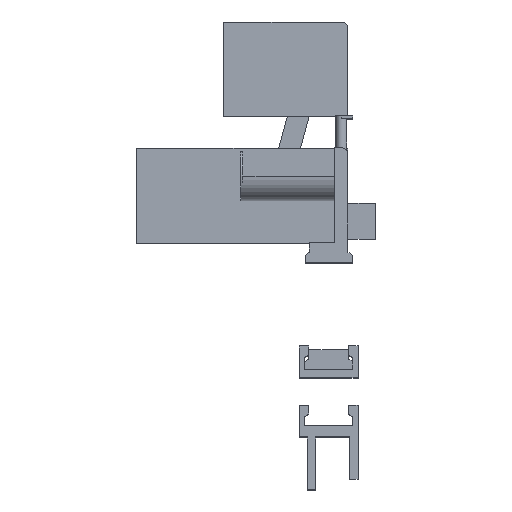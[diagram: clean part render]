
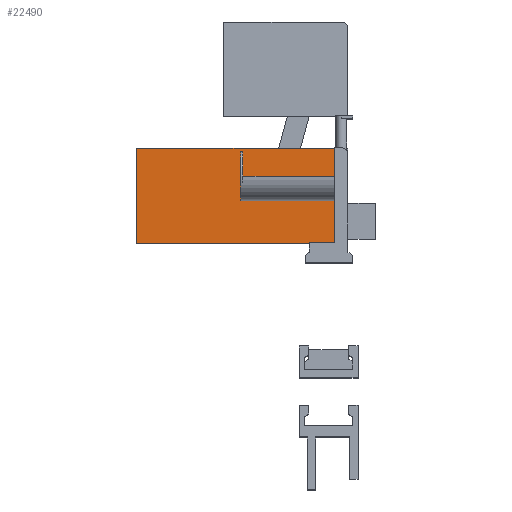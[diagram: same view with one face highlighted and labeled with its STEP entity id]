
A CAD part, top view. The second image highlights one B-rep face of the part: STEP entity #22490.
In plain terms, the highlighted planar face has unit normal (0, 0, 1).
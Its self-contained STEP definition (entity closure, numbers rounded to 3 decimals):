
#20130 = CYLINDRICAL_SURFACE('',#20131,3.125);
#20131 = AXIS2_PLACEMENT_3D('',#20132,#20133,#20134);
#20132 = CARTESIAN_POINT('',(20.075,57.175,150.5));
#20133 = DIRECTION('',(0.,0.,-1.));
#20134 = DIRECTION('',(0.707,0.707,0.));
#20625 = PLANE('',#20626);
#20626 = AXIS2_PLACEMENT_3D('',#20627,#20628,#20629);
#20627 = CARTESIAN_POINT('',(23.2,15.3,161.75));
#20628 = DIRECTION('',(1.,0.,0.));
#20629 = DIRECTION('',(0.,0.,-1.));
#20806 = VERTEX_POINT('',#20807);
#20807 = CARTESIAN_POINT('',(-77.15,15.3,161.75));
#20816 = PLANE('',#20817);
#20817 = AXIS2_PLACEMENT_3D('',#20818,#20819,#20820);
#20818 = CARTESIAN_POINT('',(-77.15,15.3,116.75));
#20819 = DIRECTION('',(-1.,0.,0.));
#20820 = DIRECTION('',(0.,0.,1.));
#20828 = PLANE('',#20829);
#20829 = AXIS2_PLACEMENT_3D('',#20830,#20831,#20832);
#20830 = CARTESIAN_POINT('',(20.025,15.3,139.25));
#20831 = DIRECTION('',(0.,1.,0.));
#20832 = DIRECTION('',(-1.,0.,0.));
#20840 = EDGE_CURVE('',#20806,#20841,#20843,.T.);
#20841 = VERTEX_POINT('',#20842);
#20842 = CARTESIAN_POINT('',(-77.15,60.3,161.75));
#20843 = SURFACE_CURVE('',#20844,(#20848,#20855),.PCURVE_S1.);
#20844 = LINE('',#20845,#20846);
#20845 = CARTESIAN_POINT('',(-77.15,15.3,161.75));
#20846 = VECTOR('',#20847,1.);
#20847 = DIRECTION('',(0.,1.,0.));
#20848 = PCURVE('',#20816,#20849);
#20849 = DEFINITIONAL_REPRESENTATION('',(#20850),#20854);
#20850 = LINE('',#20851,#20852);
#20851 = CARTESIAN_POINT('',(45.,0.));
#20852 = VECTOR('',#20853,1.);
#20853 = DIRECTION('',(0.,1.));
#20854 = ( GEOMETRIC_REPRESENTATION_CONTEXT(2) 
PARAMETRIC_REPRESENTATION_CONTEXT() REPRESENTATION_CONTEXT('2D SPACE',''
  ) );
#20855 = PCURVE('',#20856,#20861);
#20856 = PLANE('',#20857);
#20857 = AXIS2_PLACEMENT_3D('',#20858,#20859,#20860);
#20858 = CARTESIAN_POINT('',(16.85,15.3,161.75));
#20859 = DIRECTION('',(0.,0.,1.));
#20860 = DIRECTION('',(1.,0.,-0.));
#20861 = DEFINITIONAL_REPRESENTATION('',(#20862),#20866);
#20862 = LINE('',#20863,#20864);
#20863 = CARTESIAN_POINT('',(-94.,0.));
#20864 = VECTOR('',#20865,1.);
#20865 = DIRECTION('',(0.,1.));
#20866 = ( GEOMETRIC_REPRESENTATION_CONTEXT(2) 
PARAMETRIC_REPRESENTATION_CONTEXT() REPRESENTATION_CONTEXT('2D SPACE',''
  ) );
#20884 = PLANE('',#20885);
#20885 = AXIS2_PLACEMENT_3D('',#20886,#20887,#20888);
#20886 = CARTESIAN_POINT('',(20.025,60.3,139.25));
#20887 = DIRECTION('',(0.,1.,0.));
#20888 = DIRECTION('',(0.,-0.,1.));
#21359 = VERTEX_POINT('',#21360);
#21360 = CARTESIAN_POINT('',(20.075,60.3,161.75));
#21403 = EDGE_CURVE('',#21359,#21404,#21406,.T.);
#21404 = VERTEX_POINT('',#21405);
#21405 = CARTESIAN_POINT('',(23.2,57.175,161.75));
#21406 = SURFACE_CURVE('',#21407,(#21412,#21441),.PCURVE_S1.);
#21407 = CIRCLE('',#21408,3.125);
#21408 = AXIS2_PLACEMENT_3D('',#21409,#21410,#21411);
#21409 = CARTESIAN_POINT('',(20.075,57.175,161.75));
#21410 = DIRECTION('',(0.,0.,-1.));
#21411 = DIRECTION('',(0.707,0.707,0.));
#21412 = PCURVE('',#20130,#21413);
#21413 = DEFINITIONAL_REPRESENTATION('',(#21414),#21440);
#21414 = B_SPLINE_CURVE_WITH_KNOTS('',3,(#21415,#21416,#21417,#21418,
    #21419,#21420,#21421,#21422,#21423,#21424,#21425,#21426,#21427,
    #21428,#21429,#21430,#21431,#21432,#21433,#21434,#21435,#21436,
    #21437,#21438,#21439),.UNSPECIFIED.,.F.,.F.,(4,1,1,1,1,1,1,1,1,1,1,1
    ,1,1,1,1,1,1,1,1,1,1,4),(5.498,5.569,
    5.641,5.712,5.783,5.855,
    5.926,5.998,6.069,6.14,
    6.212,6.283,6.355,6.426,
    6.497,6.569,6.64,6.712,
    6.783,6.854,6.926,6.997,
    7.069),.UNSPECIFIED.);
#21415 = CARTESIAN_POINT('',(-0.785,-11.25));
#21416 = CARTESIAN_POINT('',(-0.762,-11.25));
#21417 = CARTESIAN_POINT('',(-0.714,-11.25));
#21418 = CARTESIAN_POINT('',(-0.643,-11.25));
#21419 = CARTESIAN_POINT('',(-0.571,-11.25));
#21420 = CARTESIAN_POINT('',(-0.5,-11.25));
#21421 = CARTESIAN_POINT('',(-0.428,-11.25));
#21422 = CARTESIAN_POINT('',(-0.357,-11.25));
#21423 = CARTESIAN_POINT('',(-0.286,-11.25));
#21424 = CARTESIAN_POINT('',(-0.214,-11.25));
#21425 = CARTESIAN_POINT('',(-0.143,-11.25));
#21426 = CARTESIAN_POINT('',(-0.071,-11.25));
#21427 = CARTESIAN_POINT('',(0.,-11.25));
#21428 = CARTESIAN_POINT('',(0.071,-11.25));
#21429 = CARTESIAN_POINT('',(0.143,-11.25));
#21430 = CARTESIAN_POINT('',(0.214,-11.25));
#21431 = CARTESIAN_POINT('',(0.286,-11.25));
#21432 = CARTESIAN_POINT('',(0.357,-11.25));
#21433 = CARTESIAN_POINT('',(0.428,-11.25));
#21434 = CARTESIAN_POINT('',(0.5,-11.25));
#21435 = CARTESIAN_POINT('',(0.571,-11.25));
#21436 = CARTESIAN_POINT('',(0.643,-11.25));
#21437 = CARTESIAN_POINT('',(0.714,-11.25));
#21438 = CARTESIAN_POINT('',(0.762,-11.25));
#21439 = CARTESIAN_POINT('',(0.785,-11.25));
#21440 = ( GEOMETRIC_REPRESENTATION_CONTEXT(2) 
PARAMETRIC_REPRESENTATION_CONTEXT() REPRESENTATION_CONTEXT('2D SPACE',''
  ) );
#21441 = PCURVE('',#20856,#21442);
#21442 = DEFINITIONAL_REPRESENTATION('',(#21443),#21451);
#21443 = ( BOUNDED_CURVE() B_SPLINE_CURVE(2,(#21444,#21445,#21446,#21447
    ,#21448,#21449,#21450),.UNSPECIFIED.,.F.,.F.) 
B_SPLINE_CURVE_WITH_KNOTS((1,2,2,2,2,1),(-2.094,0.,
    2.094,4.189,6.283,8.378),
.UNSPECIFIED.) CURVE() GEOMETRIC_REPRESENTATION_ITEM() 
RATIONAL_B_SPLINE_CURVE((1.,0.5,1.,0.5,1.,0.5,1.)) REPRESENTATION_ITEM(
  '') );
#21444 = CARTESIAN_POINT('',(5.435,44.085));
#21445 = CARTESIAN_POINT('',(9.262,40.257));
#21446 = CARTESIAN_POINT('',(4.034,38.856));
#21447 = CARTESIAN_POINT('',(-1.194,37.456));
#21448 = CARTESIAN_POINT('',(0.206,42.684));
#21449 = CARTESIAN_POINT('',(1.607,47.912));
#21450 = CARTESIAN_POINT('',(5.435,44.085));
#21451 = ( GEOMETRIC_REPRESENTATION_CONTEXT(2) 
PARAMETRIC_REPRESENTATION_CONTEXT() REPRESENTATION_CONTEXT('2D SPACE',''
  ) );
#22335 = EDGE_CURVE('',#22336,#21404,#22338,.T.);
#22336 = VERTEX_POINT('',#22337);
#22337 = CARTESIAN_POINT('',(23.2,15.3,161.75));
#22338 = SURFACE_CURVE('',#22339,(#22343,#22350),.PCURVE_S1.);
#22339 = LINE('',#22340,#22341);
#22340 = CARTESIAN_POINT('',(23.2,15.3,161.75));
#22341 = VECTOR('',#22342,1.);
#22342 = DIRECTION('',(0.,1.,0.));
#22343 = PCURVE('',#20625,#22344);
#22344 = DEFINITIONAL_REPRESENTATION('',(#22345),#22349);
#22345 = LINE('',#22346,#22347);
#22346 = CARTESIAN_POINT('',(0.,0.));
#22347 = VECTOR('',#22348,1.);
#22348 = DIRECTION('',(0.,1.));
#22349 = ( GEOMETRIC_REPRESENTATION_CONTEXT(2) 
PARAMETRIC_REPRESENTATION_CONTEXT() REPRESENTATION_CONTEXT('2D SPACE',''
  ) );
#22350 = PCURVE('',#20856,#22351);
#22351 = DEFINITIONAL_REPRESENTATION('',(#22352),#22356);
#22352 = LINE('',#22353,#22354);
#22353 = CARTESIAN_POINT('',(6.35,0.));
#22354 = VECTOR('',#22355,1.);
#22355 = DIRECTION('',(0.,1.));
#22356 = ( GEOMETRIC_REPRESENTATION_CONTEXT(2) 
PARAMETRIC_REPRESENTATION_CONTEXT() REPRESENTATION_CONTEXT('2D SPACE',''
  ) );
#22490 = ADVANCED_FACE('',(#22491),#20856,.T.);
#22491 = FACE_BOUND('',#22492,.T.);
#22492 = EDGE_LOOP('',(#22493,#22494,#22515,#22516,#22537));
#22493 = ORIENTED_EDGE('',*,*,#21403,.F.);
#22494 = ORIENTED_EDGE('',*,*,#22495,.F.);
#22495 = EDGE_CURVE('',#20841,#21359,#22496,.T.);
#22496 = SURFACE_CURVE('',#22497,(#22501,#22508),.PCURVE_S1.);
#22497 = LINE('',#22498,#22499);
#22498 = CARTESIAN_POINT('',(16.85,60.3,161.75));
#22499 = VECTOR('',#22500,1.);
#22500 = DIRECTION('',(1.,0.,0.));
#22501 = PCURVE('',#20856,#22502);
#22502 = DEFINITIONAL_REPRESENTATION('',(#22503),#22507);
#22503 = LINE('',#22504,#22505);
#22504 = CARTESIAN_POINT('',(0.,45.));
#22505 = VECTOR('',#22506,1.);
#22506 = DIRECTION('',(1.,0.));
#22507 = ( GEOMETRIC_REPRESENTATION_CONTEXT(2) 
PARAMETRIC_REPRESENTATION_CONTEXT() REPRESENTATION_CONTEXT('2D SPACE',''
  ) );
#22508 = PCURVE('',#20884,#22509);
#22509 = DEFINITIONAL_REPRESENTATION('',(#22510),#22514);
#22510 = LINE('',#22511,#22512);
#22511 = CARTESIAN_POINT('',(22.5,-3.175));
#22512 = VECTOR('',#22513,1.);
#22513 = DIRECTION('',(0.,1.));
#22514 = ( GEOMETRIC_REPRESENTATION_CONTEXT(2) 
PARAMETRIC_REPRESENTATION_CONTEXT() REPRESENTATION_CONTEXT('2D SPACE',''
  ) );
#22515 = ORIENTED_EDGE('',*,*,#20840,.F.);
#22516 = ORIENTED_EDGE('',*,*,#22517,.T.);
#22517 = EDGE_CURVE('',#20806,#22336,#22518,.T.);
#22518 = SURFACE_CURVE('',#22519,(#22523,#22530),.PCURVE_S1.);
#22519 = LINE('',#22520,#22521);
#22520 = CARTESIAN_POINT('',(16.85,15.3,161.75));
#22521 = VECTOR('',#22522,1.);
#22522 = DIRECTION('',(1.,0.,0.));
#22523 = PCURVE('',#20856,#22524);
#22524 = DEFINITIONAL_REPRESENTATION('',(#22525),#22529);
#22525 = LINE('',#22526,#22527);
#22526 = CARTESIAN_POINT('',(0.,0.));
#22527 = VECTOR('',#22528,1.);
#22528 = DIRECTION('',(1.,0.));
#22529 = ( GEOMETRIC_REPRESENTATION_CONTEXT(2) 
PARAMETRIC_REPRESENTATION_CONTEXT() REPRESENTATION_CONTEXT('2D SPACE',''
  ) );
#22530 = PCURVE('',#20828,#22531);
#22531 = DEFINITIONAL_REPRESENTATION('',(#22532),#22536);
#22532 = LINE('',#22533,#22534);
#22533 = CARTESIAN_POINT('',(3.175,22.5));
#22534 = VECTOR('',#22535,1.);
#22535 = DIRECTION('',(-1.,0.));
#22536 = ( GEOMETRIC_REPRESENTATION_CONTEXT(2) 
PARAMETRIC_REPRESENTATION_CONTEXT() REPRESENTATION_CONTEXT('2D SPACE',''
  ) );
#22537 = ORIENTED_EDGE('',*,*,#22335,.T.);
